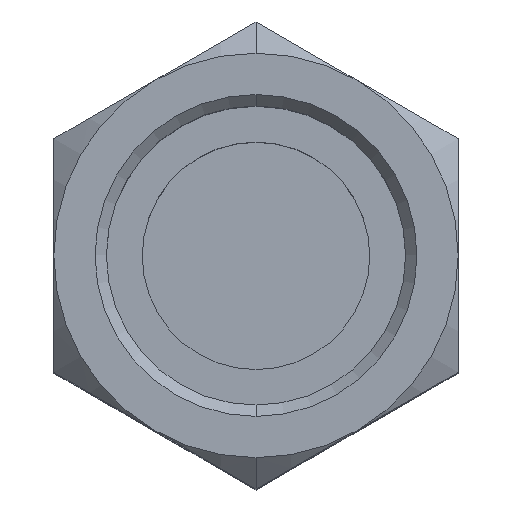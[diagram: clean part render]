
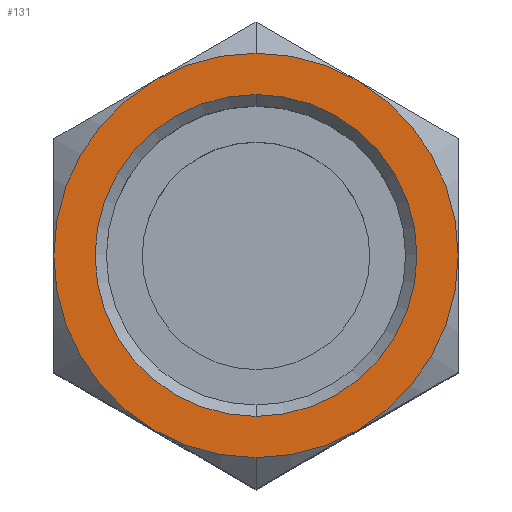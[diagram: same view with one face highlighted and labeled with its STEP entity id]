
A CAD part, top view. The second image highlights one B-rep face of the part: STEP entity #131.
In plain terms, the highlighted planar face has unit normal (0, 0, 1).
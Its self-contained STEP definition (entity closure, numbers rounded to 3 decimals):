
#131=ADVANCED_FACE('',(#315,#316),#317,.T.);
#315=FACE_OUTER_BOUND('',#534,.T.);
#316=FACE_BOUND('',#535,.T.);
#317=PLANE('',#536);
#534=EDGE_LOOP('',(#1236,#1237,#1238,#1239,#1240,#1241,#1242,#1243));
#535=EDGE_LOOP('',(#1244,#1245));
#536=AXIS2_PLACEMENT_3D('',#1246,#1247,#1248);
#1236=ORIENTED_EDGE('',*,*,#1541,.T.);
#1237=ORIENTED_EDGE('',*,*,#1540,.T.);
#1238=ORIENTED_EDGE('',*,*,#1361,.T.);
#1239=ORIENTED_EDGE('',*,*,#1539,.T.);
#1240=ORIENTED_EDGE('',*,*,#1538,.T.);
#1241=ORIENTED_EDGE('',*,*,#1537,.T.);
#1242=ORIENTED_EDGE('',*,*,#1536,.T.);
#1243=ORIENTED_EDGE('',*,*,#1365,.T.);
#1244=ORIENTED_EDGE('',*,*,#1358,.T.);
#1245=ORIENTED_EDGE('',*,*,#1542,.T.);
#1246=CARTESIAN_POINT('',(0.0,0.0,23.5));
#1247=DIRECTION('',(0.0,0.0,1.0));
#1248=DIRECTION('',(1.0,-0.0,0.0));
#1358=EDGE_CURVE('',#1780,#1778,#1781,.T.);
#1361=EDGE_CURVE('',#1786,#1783,#1787,.T.);
#1365=EDGE_CURVE('',#1790,#1792,#1794,.T.);
#1536=EDGE_CURVE('',#2046,#1790,#2069,.T.);
#1537=EDGE_CURVE('',#2051,#2046,#2070,.T.);
#1538=EDGE_CURVE('',#2056,#2051,#2071,.T.);
#1539=EDGE_CURVE('',#1783,#2056,#2072,.T.);
#1540=EDGE_CURVE('',#2063,#1786,#2073,.T.);
#1541=EDGE_CURVE('',#1792,#2063,#2074,.T.);
#1542=EDGE_CURVE('',#1778,#1780,#2075,.T.);
#1778=VERTEX_POINT('',#2172);
#1780=VERTEX_POINT('',#2175);
#1781=CIRCLE('',#2176,12.733);
#1783=VERTEX_POINT('',#2179);
#1786=VERTEX_POINT('',#2183);
#1787=CIRCLE('',#2184,16.0);
#1790=VERTEX_POINT('',#2195);
#1792=VERTEX_POINT('',#2198);
#1794=CIRCLE('',#2207,16.0);
#2046=VERTEX_POINT('',#2883);
#2051=VERTEX_POINT('',#2904);
#2056=VERTEX_POINT('',#2925);
#2063=VERTEX_POINT('',#2956);
#2069=CIRCLE('',#2986,16.0);
#2070=CIRCLE('',#2987,16.0);
#2071=CIRCLE('',#2988,16.0);
#2072=CIRCLE('',#2989,16.0);
#2073=CIRCLE('',#2990,16.0);
#2074=CIRCLE('',#2991,16.0);
#2075=CIRCLE('',#2992,12.733);
#2172=CARTESIAN_POINT('',(0.,12.733,23.5));
#2175=CARTESIAN_POINT('',(0.0,-12.733,23.5));
#2176=AXIS2_PLACEMENT_3D('',#3124,#3125,#3126);
#2179=CARTESIAN_POINT('',(0.,16.0,23.5));
#2183=CARTESIAN_POINT('',(8.,13.856,23.5));
#2184=AXIS2_PLACEMENT_3D('',#3129,#3130,#3131);
#2195=CARTESIAN_POINT('',(0.,-16.0,23.5));
#2198=CARTESIAN_POINT('',(8.,-13.856,23.5));
#2207=AXIS2_PLACEMENT_3D('',#3133,#3134,#3135);
#2883=CARTESIAN_POINT('',(-8.,-13.856,23.5));
#2904=CARTESIAN_POINT('',(-16.0,0.,23.5));
#2925=CARTESIAN_POINT('',(-8.,13.856,23.5));
#2956=CARTESIAN_POINT('',(16.0,0.,23.5));
#2986=AXIS2_PLACEMENT_3D('',#3342,#3343,#3344);
#2987=AXIS2_PLACEMENT_3D('',#3345,#3346,#3347);
#2988=AXIS2_PLACEMENT_3D('',#3348,#3349,#3350);
#2989=AXIS2_PLACEMENT_3D('',#3351,#3352,#3353);
#2990=AXIS2_PLACEMENT_3D('',#3354,#3355,#3356);
#2991=AXIS2_PLACEMENT_3D('',#3357,#3358,#3359);
#2992=AXIS2_PLACEMENT_3D('',#3360,#3361,#3362);
#3124=CARTESIAN_POINT('',(0.0,0.0,23.5));
#3125=DIRECTION('',(0.0,0.0,-1.0));
#3126=DIRECTION('',(0.0,1.0,0.0));
#3129=CARTESIAN_POINT('',(0.0,0.0,23.5));
#3130=DIRECTION('',(0.0,-0.0,1.0));
#3131=DIRECTION('',(0.5,0.866,0.0));
#3133=CARTESIAN_POINT('',(0.0,0.0,23.5));
#3134=DIRECTION('',(0.0,0.0,1.0));
#3135=DIRECTION('',(-0.5,-0.866,0.0));
#3342=CARTESIAN_POINT('',(0.0,0.0,23.5));
#3343=DIRECTION('',(0.0,0.0,1.0));
#3344=DIRECTION('',(-0.5,-0.866,0.0));
#3345=CARTESIAN_POINT('',(0.0,0.0,23.5));
#3346=DIRECTION('',(0.0,0.0,1.0));
#3347=DIRECTION('',(-1.0,0.,0.0));
#3348=CARTESIAN_POINT('',(0.0,0.0,23.5));
#3349=DIRECTION('',(0.0,0.0,1.0));
#3350=DIRECTION('',(-0.5,0.866,0.0));
#3351=CARTESIAN_POINT('',(0.0,0.0,23.5));
#3352=DIRECTION('',(0.0,-0.0,1.0));
#3353=DIRECTION('',(0.5,0.866,0.0));
#3354=CARTESIAN_POINT('',(0.0,0.0,23.5));
#3355=DIRECTION('',(0.0,0.0,1.0));
#3356=DIRECTION('',(1.0,0.,0.0));
#3357=CARTESIAN_POINT('',(0.0,0.0,23.5));
#3358=DIRECTION('',(0.0,0.0,1.0));
#3359=DIRECTION('',(0.5,-0.866,0.0));
#3360=CARTESIAN_POINT('',(0.0,0.0,23.5));
#3361=DIRECTION('',(0.0,0.0,-1.0));
#3362=DIRECTION('',(0.0,1.0,0.0));
